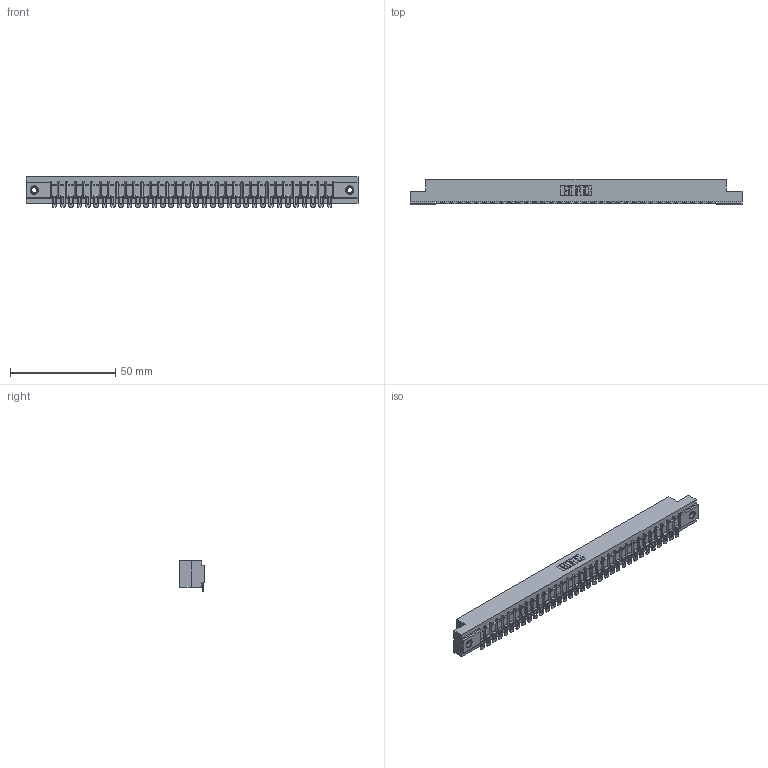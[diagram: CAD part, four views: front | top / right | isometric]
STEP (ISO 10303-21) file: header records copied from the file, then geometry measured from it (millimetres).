
FILE_DESCRIPTION (( 'STEP AP203' ), '1' );
FILE_NAME ('357-034-454-107.STEP', '2020-10-02T11:03:27', ( '' ), ( '' ), 'SwSTEP 2.0', 'SolidWorks 2020', '' );
FILE_SCHEMA (( 'CONFIG_CONTROL_DESIGN' ));
Length unit declared in the file: inch
Products named in the file (4): 307 Part_.156 Dia Mounting Holes; 307-290-002_554; 345-250-001_345-250-005-103; 357-034-454-107
Assembly tree (37 placements, depth 2):
  357-034-454-107
    307 Part_.156 Dia Mounting Holes
    307-290-002_554  x34
    345-250-001_345-250-005-103  x2
Bounding box: 157.73 x 12.01 x 14.52 mm (x, y, z)
Volume: 16818.6 mm3; surface area: 21135.3 mm2
Topology: 37 solids, 37 shells, 2967 faces, 9061 edges, 5938 vertices
Faces by surface type: plane 1666, cylinder 1215, sphere 70, cone 12, torus 4
Entity records: 32284 total; most frequent: CARTESIAN_POINT 5425, ORIENTED_EDGE 5408, DIRECTION 5290, EDGE_CURVE 2704, VECTOR 2060, LINE 2060, VERTEX_POINT 1750, AXIS2_PLACEMENT_3D 1615
